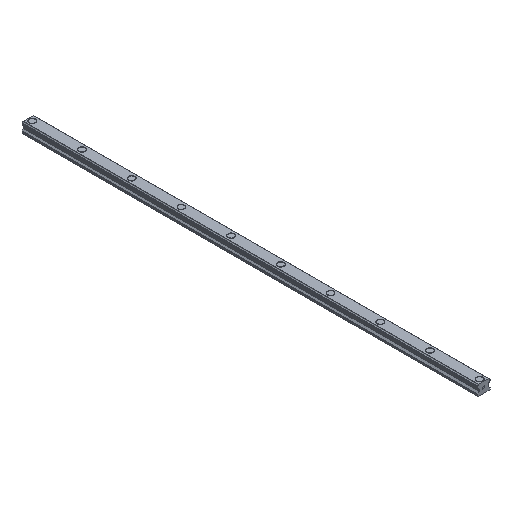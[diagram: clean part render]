
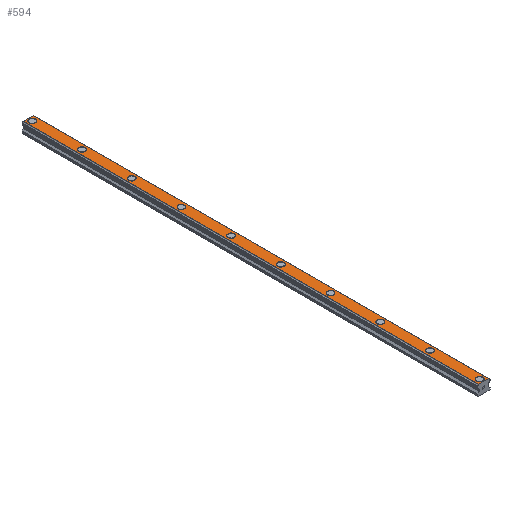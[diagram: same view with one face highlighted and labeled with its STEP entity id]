
A CAD part, isometric view. The second image highlights one B-rep face of the part: STEP entity #594.
In plain terms, the highlighted planar face has unit normal (0, 0, 1).
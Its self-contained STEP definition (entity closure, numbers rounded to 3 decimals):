
#594=ADVANCED_FACE('',(#1215,#1216,#1217,#1218,#1219,#1220,#1221,#1222,#1223,#1224,#1225),#1226,.T.);
#1215=FACE_BOUND('',#1856,.T.);
#1216=FACE_BOUND('',#1857,.T.);
#1217=FACE_BOUND('',#1858,.T.);
#1218=FACE_BOUND('',#1859,.T.);
#1219=FACE_BOUND('',#1860,.T.);
#1220=FACE_BOUND('',#1861,.T.);
#1221=FACE_BOUND('',#1862,.T.);
#1222=FACE_BOUND('',#1863,.T.);
#1223=FACE_BOUND('',#1864,.T.);
#1224=FACE_BOUND('',#1865,.T.);
#1225=FACE_OUTER_BOUND('',#1866,.T.);
#1226=PLANE('',#1867);
#1856=EDGE_LOOP('',(#3592,#3593));
#1857=EDGE_LOOP('',(#3594,#3595));
#1858=EDGE_LOOP('',(#3596,#3597));
#1859=EDGE_LOOP('',(#3598,#3599));
#1860=EDGE_LOOP('',(#3600,#3601));
#1861=EDGE_LOOP('',(#3602,#3603));
#1862=EDGE_LOOP('',(#3604,#3605));
#1863=EDGE_LOOP('',(#3606,#3607));
#1864=EDGE_LOOP('',(#3608,#3609));
#1865=EDGE_LOOP('',(#3610,#3611));
#1866=EDGE_LOOP('',(#3612,#3613,#3614,#3615));
#1867=AXIS2_PLACEMENT_3D('',#3616,#3617,#3618);
#3592=ORIENTED_EDGE('',*,*,#3919,.T.);
#3593=ORIENTED_EDGE('',*,*,#4351,.T.);
#3594=ORIENTED_EDGE('',*,*,#3907,.T.);
#3595=ORIENTED_EDGE('',*,*,#4383,.T.);
#3596=ORIENTED_EDGE('',*,*,#3895,.T.);
#3597=ORIENTED_EDGE('',*,*,#4392,.T.);
#3598=ORIENTED_EDGE('',*,*,#3883,.T.);
#3599=ORIENTED_EDGE('',*,*,#4401,.T.);
#3600=ORIENTED_EDGE('',*,*,#3871,.T.);
#3601=ORIENTED_EDGE('',*,*,#4410,.T.);
#3602=ORIENTED_EDGE('',*,*,#3859,.T.);
#3603=ORIENTED_EDGE('',*,*,#4419,.T.);
#3604=ORIENTED_EDGE('',*,*,#3847,.T.);
#3605=ORIENTED_EDGE('',*,*,#4428,.T.);
#3606=ORIENTED_EDGE('',*,*,#3835,.T.);
#3607=ORIENTED_EDGE('',*,*,#4437,.T.);
#3608=ORIENTED_EDGE('',*,*,#3823,.T.);
#3609=ORIENTED_EDGE('',*,*,#4446,.T.);
#3610=ORIENTED_EDGE('',*,*,#3811,.T.);
#3611=ORIENTED_EDGE('',*,*,#4455,.T.);
#3612=ORIENTED_EDGE('',*,*,#4332,.T.);
#3613=ORIENTED_EDGE('',*,*,#4498,.F.);
#3614=ORIENTED_EDGE('',*,*,#4206,.T.);
#3615=ORIENTED_EDGE('',*,*,#4496,.T.);
#3616=CARTESIAN_POINT('',(0.0,550.0,12.5));
#3617=DIRECTION('',(0.0,0.0,1.0));
#3618=DIRECTION('',(-1.0,0.0,0.0));
#3811=EDGE_CURVE('',#4554,#4551,#4555,.T.);
#3823=EDGE_CURVE('',#4576,#4573,#4577,.T.);
#3835=EDGE_CURVE('',#4598,#4595,#4599,.T.);
#3847=EDGE_CURVE('',#4620,#4617,#4621,.T.);
#3859=EDGE_CURVE('',#4642,#4639,#4643,.T.);
#3871=EDGE_CURVE('',#4664,#4661,#4665,.T.);
#3883=EDGE_CURVE('',#4686,#4683,#4687,.T.);
#3895=EDGE_CURVE('',#4708,#4705,#4709,.T.);
#3907=EDGE_CURVE('',#4730,#4727,#4731,.T.);
#3919=EDGE_CURVE('',#4752,#4749,#4753,.T.);
#4206=EDGE_CURVE('',#5177,#5175,#5178,.T.);
#4332=EDGE_CURVE('',#5384,#5382,#5385,.T.);
#4351=EDGE_CURVE('',#4749,#4752,#5420,.T.);
#4383=EDGE_CURVE('',#4727,#4730,#5463,.T.);
#4392=EDGE_CURVE('',#4705,#4708,#5473,.T.);
#4401=EDGE_CURVE('',#4683,#4686,#5483,.T.);
#4410=EDGE_CURVE('',#4661,#4664,#5493,.T.);
#4419=EDGE_CURVE('',#4639,#4642,#5503,.T.);
#4428=EDGE_CURVE('',#4617,#4620,#5513,.T.);
#4437=EDGE_CURVE('',#4595,#4598,#5523,.T.);
#4446=EDGE_CURVE('',#4573,#4576,#5533,.T.);
#4455=EDGE_CURVE('',#4551,#4554,#5543,.T.);
#4496=EDGE_CURVE('',#5175,#5384,#5585,.T.);
#4498=EDGE_CURVE('',#5177,#5382,#5587,.T.);
#4551=VERTEX_POINT('',#5642);
#4554=VERTEX_POINT('',#5646);
#4555=CIRCLE('',#5647,3.75);
#4573=VERTEX_POINT('',#5668);
#4576=VERTEX_POINT('',#5672);
#4577=CIRCLE('',#5673,3.75);
#4595=VERTEX_POINT('',#5694);
#4598=VERTEX_POINT('',#5698);
#4599=CIRCLE('',#5699,3.75);
#4617=VERTEX_POINT('',#5720);
#4620=VERTEX_POINT('',#5724);
#4621=CIRCLE('',#5725,3.75);
#4639=VERTEX_POINT('',#5746);
#4642=VERTEX_POINT('',#5750);
#4643=CIRCLE('',#5751,3.75);
#4661=VERTEX_POINT('',#5772);
#4664=VERTEX_POINT('',#5776);
#4665=CIRCLE('',#5777,3.75);
#4683=VERTEX_POINT('',#5798);
#4686=VERTEX_POINT('',#5802);
#4687=CIRCLE('',#5803,3.75);
#4705=VERTEX_POINT('',#5824);
#4708=VERTEX_POINT('',#5828);
#4709=CIRCLE('',#5829,3.75);
#4727=VERTEX_POINT('',#5850);
#4730=VERTEX_POINT('',#5854);
#4731=CIRCLE('',#5855,3.75);
#4749=VERTEX_POINT('',#5876);
#4752=VERTEX_POINT('',#5880);
#4753=CIRCLE('',#5881,3.75);
#5175=VERTEX_POINT('',#6447);
#5177=VERTEX_POINT('',#6450);
#5178=LINE('',#6451,#6452);
#5382=VERTEX_POINT('',#6738);
#5384=VERTEX_POINT('',#6741);
#5385=LINE('',#6742,#6743);
#5420=CIRCLE('',#6786,3.75);
#5463=CIRCLE('',#6842,3.75);
#5473=CIRCLE('',#6853,3.75);
#5483=CIRCLE('',#6864,3.75);
#5493=CIRCLE('',#6875,3.75);
#5503=CIRCLE('',#6886,3.75);
#5513=CIRCLE('',#6897,3.75);
#5523=CIRCLE('',#6908,3.75);
#5533=CIRCLE('',#6919,3.75);
#5543=CIRCLE('',#6930,3.75);
#5585=LINE('',#6989,#6990);
#5587=LINE('',#6992,#6993);
#5642=CARTESIAN_POINT('',(3.75,5.0,12.5));
#5646=CARTESIAN_POINT('',(-3.75,5.0,12.5));
#5647=AXIS2_PLACEMENT_3D('',#7065,#7066,#7067);
#5668=CARTESIAN_POINT('',(3.75,65.0,12.5));
#5672=CARTESIAN_POINT('',(-3.75,65.0,12.5));
#5673=AXIS2_PLACEMENT_3D('',#7087,#7088,#7089);
#5694=CARTESIAN_POINT('',(3.75,125.0,12.5));
#5698=CARTESIAN_POINT('',(-3.75,125.0,12.5));
#5699=AXIS2_PLACEMENT_3D('',#7109,#7110,#7111);
#5720=CARTESIAN_POINT('',(3.75,185.0,12.5));
#5724=CARTESIAN_POINT('',(-3.75,185.0,12.5));
#5725=AXIS2_PLACEMENT_3D('',#7131,#7132,#7133);
#5746=CARTESIAN_POINT('',(3.75,245.0,12.5));
#5750=CARTESIAN_POINT('',(-3.75,245.0,12.5));
#5751=AXIS2_PLACEMENT_3D('',#7153,#7154,#7155);
#5772=CARTESIAN_POINT('',(3.75,305.0,12.5));
#5776=CARTESIAN_POINT('',(-3.75,305.0,12.5));
#5777=AXIS2_PLACEMENT_3D('',#7175,#7176,#7177);
#5798=CARTESIAN_POINT('',(3.75,365.0,12.5));
#5802=CARTESIAN_POINT('',(-3.75,365.0,12.5));
#5803=AXIS2_PLACEMENT_3D('',#7197,#7198,#7199);
#5824=CARTESIAN_POINT('',(3.75,425.0,12.5));
#5828=CARTESIAN_POINT('',(-3.75,425.0,12.5));
#5829=AXIS2_PLACEMENT_3D('',#7219,#7220,#7221);
#5850=CARTESIAN_POINT('',(3.75,485.0,12.5));
#5854=CARTESIAN_POINT('',(-3.75,485.0,12.5));
#5855=AXIS2_PLACEMENT_3D('',#7241,#7242,#7243);
#5876=CARTESIAN_POINT('',(3.75,545.0,12.5));
#5880=CARTESIAN_POINT('',(-3.75,545.0,12.5));
#5881=AXIS2_PLACEMENT_3D('',#7263,#7264,#7265);
#6447=CARTESIAN_POINT('',(-6.094,550.0,12.5));
#6450=CARTESIAN_POINT('',(6.094,550.0,12.5));
#6451=CARTESIAN_POINT('',(6.094,550.0,12.5));
#6452=VECTOR('',#7591,1.0);
#6738=CARTESIAN_POINT('',(6.094,0.0,12.5));
#6741=CARTESIAN_POINT('',(-6.094,0.0,12.5));
#6742=CARTESIAN_POINT('',(6.094,0.0,12.5));
#6743=VECTOR('',#7729,1.0);
#6786=AXIS2_PLACEMENT_3D('',#7765,#7766,#7767);
#6842=AXIS2_PLACEMENT_3D('',#7820,#7821,#7822);
#6853=AXIS2_PLACEMENT_3D('',#7833,#7834,#7835);
#6864=AXIS2_PLACEMENT_3D('',#7846,#7847,#7848);
#6875=AXIS2_PLACEMENT_3D('',#7859,#7860,#7861);
#6886=AXIS2_PLACEMENT_3D('',#7872,#7873,#7874);
#6897=AXIS2_PLACEMENT_3D('',#7885,#7886,#7887);
#6908=AXIS2_PLACEMENT_3D('',#7898,#7899,#7900);
#6919=AXIS2_PLACEMENT_3D('',#7911,#7912,#7913);
#6930=AXIS2_PLACEMENT_3D('',#7924,#7925,#7926);
#6989=CARTESIAN_POINT('',(-6.094,550.0,12.5));
#6990=VECTOR('',#7953,1.0);
#6992=CARTESIAN_POINT('',(6.094,550.0,12.5));
#6993=VECTOR('',#7954,1.0);
#7065=CARTESIAN_POINT('',(0.0,5.0,12.5));
#7066=DIRECTION('',(0.0,0.0,-1.0));
#7067=DIRECTION('',(1.0,0.0,0.0));
#7087=CARTESIAN_POINT('',(0.0,65.0,12.5));
#7088=DIRECTION('',(0.0,0.0,-1.0));
#7089=DIRECTION('',(1.0,0.0,0.0));
#7109=CARTESIAN_POINT('',(0.0,125.0,12.5));
#7110=DIRECTION('',(0.0,0.0,-1.0));
#7111=DIRECTION('',(1.0,0.0,0.0));
#7131=CARTESIAN_POINT('',(0.0,185.0,12.5));
#7132=DIRECTION('',(0.0,0.0,-1.0));
#7133=DIRECTION('',(1.0,0.0,0.0));
#7153=CARTESIAN_POINT('',(0.0,245.0,12.5));
#7154=DIRECTION('',(0.0,0.0,-1.0));
#7155=DIRECTION('',(1.0,0.0,0.0));
#7175=CARTESIAN_POINT('',(0.0,305.0,12.5));
#7176=DIRECTION('',(0.0,0.0,-1.0));
#7177=DIRECTION('',(1.0,0.0,0.0));
#7197=CARTESIAN_POINT('',(0.0,365.0,12.5));
#7198=DIRECTION('',(0.0,0.0,-1.0));
#7199=DIRECTION('',(1.0,0.0,0.0));
#7219=CARTESIAN_POINT('',(0.0,425.0,12.5));
#7220=DIRECTION('',(0.0,0.0,-1.0));
#7221=DIRECTION('',(1.0,0.0,0.0));
#7241=CARTESIAN_POINT('',(0.0,485.0,12.5));
#7242=DIRECTION('',(0.0,0.0,-1.0));
#7243=DIRECTION('',(1.0,0.0,0.0));
#7263=CARTESIAN_POINT('',(0.0,545.0,12.5));
#7264=DIRECTION('',(0.0,0.0,-1.0));
#7265=DIRECTION('',(1.0,0.0,0.0));
#7591=DIRECTION('',(-1.0,0.0,0.0));
#7729=DIRECTION('',(1.0,0.0,0.0));
#7765=CARTESIAN_POINT('',(0.0,545.0,12.5));
#7766=DIRECTION('',(0.0,0.0,-1.0));
#7767=DIRECTION('',(1.0,0.0,0.0));
#7820=CARTESIAN_POINT('',(0.0,485.0,12.5));
#7821=DIRECTION('',(0.0,0.0,-1.0));
#7822=DIRECTION('',(1.0,0.0,0.0));
#7833=CARTESIAN_POINT('',(0.0,425.0,12.5));
#7834=DIRECTION('',(0.0,0.0,-1.0));
#7835=DIRECTION('',(1.0,0.0,0.0));
#7846=CARTESIAN_POINT('',(0.0,365.0,12.5));
#7847=DIRECTION('',(0.0,0.0,-1.0));
#7848=DIRECTION('',(1.0,0.0,0.0));
#7859=CARTESIAN_POINT('',(0.0,305.0,12.5));
#7860=DIRECTION('',(0.0,0.0,-1.0));
#7861=DIRECTION('',(1.0,0.0,0.0));
#7872=CARTESIAN_POINT('',(0.0,245.0,12.5));
#7873=DIRECTION('',(0.0,0.0,-1.0));
#7874=DIRECTION('',(1.0,0.0,0.0));
#7885=CARTESIAN_POINT('',(0.0,185.0,12.5));
#7886=DIRECTION('',(0.0,0.0,-1.0));
#7887=DIRECTION('',(1.0,0.0,0.0));
#7898=CARTESIAN_POINT('',(0.0,125.0,12.5));
#7899=DIRECTION('',(0.0,0.0,-1.0));
#7900=DIRECTION('',(1.0,0.0,0.0));
#7911=CARTESIAN_POINT('',(0.0,65.0,12.5));
#7912=DIRECTION('',(0.0,0.0,-1.0));
#7913=DIRECTION('',(1.0,0.0,0.0));
#7924=CARTESIAN_POINT('',(0.0,5.0,12.5));
#7925=DIRECTION('',(0.0,0.0,-1.0));
#7926=DIRECTION('',(1.0,0.0,0.0));
#7953=DIRECTION('',(0.0,-1.0,0.0));
#7954=DIRECTION('',(0.0,-1.0,0.0));
